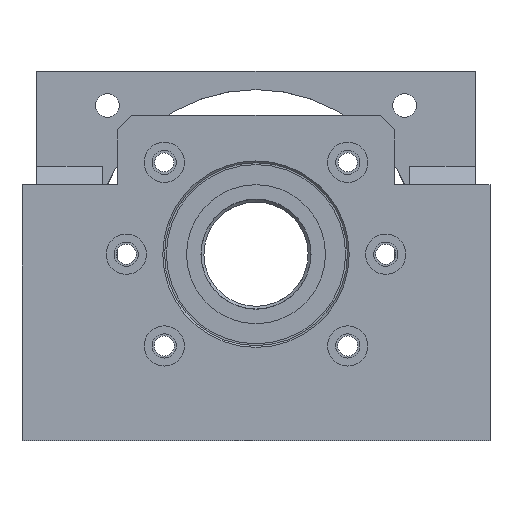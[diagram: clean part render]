
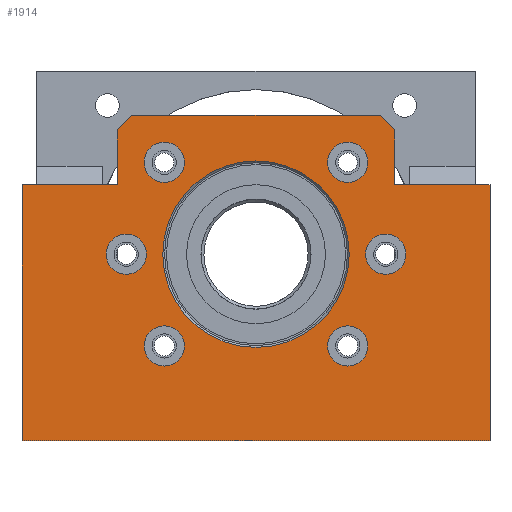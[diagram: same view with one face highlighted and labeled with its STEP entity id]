
A CAD part, left-side view. The second image highlights one B-rep face of the part: STEP entity #1914.
In plain terms, the highlighted planar face has unit normal (-1, 0, 0).
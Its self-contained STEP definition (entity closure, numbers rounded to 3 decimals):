
#630=CARTESIAN_POINT('Vertex',(0.,-64.,-51.)) ;
#633=CARTESIAN_POINT('Line Origine',(0.,0.,-51.)) ;
#637=CARTESIAN_POINT('Vertex',(0.,64.,-51.)) ;
#1702=CARTESIAN_POINT('Vertex',(0.,-64.,19.)) ;
#1705=CARTESIAN_POINT('Line Origine',(0.,-64.,-16.)) ;
#1717=CARTESIAN_POINT('Axis2P3D Location',(0.,0.,0.)) ;
#1722=CARTESIAN_POINT('Line Origine',(0.,-36.,36.)) ;
#1726=CARTESIAN_POINT('Vertex',(0.,-34.,38.)) ;
#1728=CARTESIAN_POINT('Vertex',(0.,-38.,34.)) ;
#1731=CARTESIAN_POINT('Line Origine',(0.,0.,38.)) ;
#1735=CARTESIAN_POINT('Vertex',(0.,34.,38.)) ;
#1738=CARTESIAN_POINT('Line Origine',(0.,36.,36.)) ;
#1742=CARTESIAN_POINT('Vertex',(0.,38.,34.)) ;
#1745=CARTESIAN_POINT('Line Origine',(0.,38.,26.5)) ;
#1749=CARTESIAN_POINT('Vertex',(0.,38.,19.)) ;
#1752=CARTESIAN_POINT('Line Origine',(0.,51.,19.)) ;
#1756=CARTESIAN_POINT('Vertex',(0.,64.,19.)) ;
#1759=CARTESIAN_POINT('Line Origine',(0.,64.,-16.)) ;
#1764=CARTESIAN_POINT('Line Origine',(0.,-51.,19.)) ;
#1768=CARTESIAN_POINT('Vertex',(0.,-38.,19.)) ;
#1771=CARTESIAN_POINT('Line Origine',(0.,-38.,26.5)) ;
#1788=CARTESIAN_POINT('Axis2P3D Location',(0.,0.,0.)) ;
#1792=CARTESIAN_POINT('Vertex',(0.,25.5,0.)) ;
#1794=CARTESIAN_POINT('Vertex',(0.,-25.5,0.)) ;
#1797=CARTESIAN_POINT('Axis2P3D Location',(0.,0.,0.)) ;
#1806=CARTESIAN_POINT('Axis2P3D Location',(0.,-25.102,25.102)) ;
#1810=CARTESIAN_POINT('Vertex',(0.,-30.602,25.102)) ;
#1812=CARTESIAN_POINT('Vertex',(0.,-19.602,25.102)) ;
#1815=CARTESIAN_POINT('Axis2P3D Location',(0.,-25.102,25.102)) ;
#1824=CARTESIAN_POINT('Axis2P3D Location',(0.,-35.5,0.)) ;
#1828=CARTESIAN_POINT('Vertex',(0.,-41.,0.)) ;
#1830=CARTESIAN_POINT('Vertex',(0.,-30.,0.)) ;
#1833=CARTESIAN_POINT('Axis2P3D Location',(0.,-35.5,0.)) ;
#1842=CARTESIAN_POINT('Axis2P3D Location',(0.,-25.102,-25.102)) ;
#1846=CARTESIAN_POINT('Vertex',(0.,-30.602,-25.102)) ;
#1848=CARTESIAN_POINT('Vertex',(0.,-19.602,-25.102)) ;
#1851=CARTESIAN_POINT('Axis2P3D Location',(0.,-25.102,-25.102)) ;
#1860=CARTESIAN_POINT('Axis2P3D Location',(0.,25.102,25.102)) ;
#1864=CARTESIAN_POINT('Vertex',(0.,30.602,25.102)) ;
#1866=CARTESIAN_POINT('Vertex',(0.,19.602,25.102)) ;
#1869=CARTESIAN_POINT('Axis2P3D Location',(0.,25.102,25.102)) ;
#1878=CARTESIAN_POINT('Axis2P3D Location',(0.,35.5,0.)) ;
#1882=CARTESIAN_POINT('Vertex',(0.,41.,0.)) ;
#1884=CARTESIAN_POINT('Vertex',(0.,30.,0.)) ;
#1887=CARTESIAN_POINT('Axis2P3D Location',(0.,35.5,0.)) ;
#1896=CARTESIAN_POINT('Axis2P3D Location',(0.,25.102,-25.102)) ;
#1900=CARTESIAN_POINT('Vertex',(0.,30.602,-25.102)) ;
#1902=CARTESIAN_POINT('Vertex',(0.,19.602,-25.102)) ;
#1905=CARTESIAN_POINT('Axis2P3D Location',(0.,25.102,-25.102)) ;
#634=DIRECTION('Vector Direction',(0.,-1.,0.)) ;
#1706=DIRECTION('Vector Direction',(0.,0.,-1.)) ;
#1718=DIRECTION('Axis2P3D Direction',(1.,0.,0.)) ;
#1719=DIRECTION('Axis2P3D XDirection',(0.,1.,0.)) ;
#1723=DIRECTION('Vector Direction',(0.,-0.707,-0.707)) ;
#1732=DIRECTION('Vector Direction',(0.,1.,0.)) ;
#1739=DIRECTION('Vector Direction',(0.,0.707,-0.707)) ;
#1746=DIRECTION('Vector Direction',(0.,0.,1.)) ;
#1753=DIRECTION('Vector Direction',(0.,1.,0.)) ;
#1760=DIRECTION('Vector Direction',(0.,0.,1.)) ;
#1765=DIRECTION('Vector Direction',(0.,1.,0.)) ;
#1772=DIRECTION('Vector Direction',(0.,0.,-1.)) ;
#1789=DIRECTION('Axis2P3D Direction',(1.,0.,0.)) ;
#1798=DIRECTION('Axis2P3D Direction',(1.,0.,0.)) ;
#1807=DIRECTION('Axis2P3D Direction',(1.,0.,0.)) ;
#1816=DIRECTION('Axis2P3D Direction',(1.,0.,0.)) ;
#1825=DIRECTION('Axis2P3D Direction',(1.,0.,0.)) ;
#1834=DIRECTION('Axis2P3D Direction',(1.,0.,0.)) ;
#1843=DIRECTION('Axis2P3D Direction',(1.,0.,0.)) ;
#1852=DIRECTION('Axis2P3D Direction',(1.,0.,0.)) ;
#1861=DIRECTION('Axis2P3D Direction',(1.,0.,0.)) ;
#1870=DIRECTION('Axis2P3D Direction',(1.,0.,0.)) ;
#1879=DIRECTION('Axis2P3D Direction',(1.,0.,0.)) ;
#1888=DIRECTION('Axis2P3D Direction',(1.,0.,0.)) ;
#1897=DIRECTION('Axis2P3D Direction',(1.,0.,0.)) ;
#1906=DIRECTION('Axis2P3D Direction',(1.,0.,0.)) ;
#1720=AXIS2_PLACEMENT_3D('Plane Axis2P3D',#1717,#1718,#1719) ;
#1790=AXIS2_PLACEMENT_3D('Circle Axis2P3D',#1788,#1789,$) ;
#1799=AXIS2_PLACEMENT_3D('Circle Axis2P3D',#1797,#1798,$) ;
#1808=AXIS2_PLACEMENT_3D('Circle Axis2P3D',#1806,#1807,$) ;
#1817=AXIS2_PLACEMENT_3D('Circle Axis2P3D',#1815,#1816,$) ;
#1826=AXIS2_PLACEMENT_3D('Circle Axis2P3D',#1824,#1825,$) ;
#1835=AXIS2_PLACEMENT_3D('Circle Axis2P3D',#1833,#1834,$) ;
#1844=AXIS2_PLACEMENT_3D('Circle Axis2P3D',#1842,#1843,$) ;
#1853=AXIS2_PLACEMENT_3D('Circle Axis2P3D',#1851,#1852,$) ;
#1862=AXIS2_PLACEMENT_3D('Circle Axis2P3D',#1860,#1861,$) ;
#1871=AXIS2_PLACEMENT_3D('Circle Axis2P3D',#1869,#1870,$) ;
#1880=AXIS2_PLACEMENT_3D('Circle Axis2P3D',#1878,#1879,$) ;
#1889=AXIS2_PLACEMENT_3D('Circle Axis2P3D',#1887,#1888,$) ;
#1898=AXIS2_PLACEMENT_3D('Circle Axis2P3D',#1896,#1897,$) ;
#1907=AXIS2_PLACEMENT_3D('Circle Axis2P3D',#1905,#1906,$) ;
#1777=ORIENTED_EDGE('',*,*,#1730,.F.) ;
#1778=ORIENTED_EDGE('',*,*,#1737,.F.) ;
#1779=ORIENTED_EDGE('',*,*,#1744,.F.) ;
#1780=ORIENTED_EDGE('',*,*,#1751,.F.) ;
#1781=ORIENTED_EDGE('',*,*,#1758,.F.) ;
#1782=ORIENTED_EDGE('',*,*,#1763,.F.) ;
#1783=ORIENTED_EDGE('',*,*,#639,.F.) ;
#1784=ORIENTED_EDGE('',*,*,#1709,.F.) ;
#1785=ORIENTED_EDGE('',*,*,#1770,.F.) ;
#1786=ORIENTED_EDGE('',*,*,#1775,.F.) ;
#1803=ORIENTED_EDGE('',*,*,#1796,.F.) ;
#1804=ORIENTED_EDGE('',*,*,#1801,.F.) ;
#1821=ORIENTED_EDGE('',*,*,#1814,.F.) ;
#1822=ORIENTED_EDGE('',*,*,#1819,.F.) ;
#1839=ORIENTED_EDGE('',*,*,#1832,.F.) ;
#1840=ORIENTED_EDGE('',*,*,#1837,.F.) ;
#1857=ORIENTED_EDGE('',*,*,#1850,.F.) ;
#1858=ORIENTED_EDGE('',*,*,#1855,.F.) ;
#1875=ORIENTED_EDGE('',*,*,#1868,.F.) ;
#1876=ORIENTED_EDGE('',*,*,#1873,.F.) ;
#1893=ORIENTED_EDGE('',*,*,#1886,.F.) ;
#1894=ORIENTED_EDGE('',*,*,#1891,.F.) ;
#1911=ORIENTED_EDGE('',*,*,#1904,.F.) ;
#1912=ORIENTED_EDGE('',*,*,#1909,.F.) ;
#1805=FACE_BOUND('',#1802,.T.) ;
#1823=FACE_BOUND('',#1820,.T.) ;
#1841=FACE_BOUND('',#1838,.T.) ;
#1859=FACE_BOUND('',#1856,.T.) ;
#1877=FACE_BOUND('',#1874,.T.) ;
#1895=FACE_BOUND('',#1892,.T.) ;
#1913=FACE_BOUND('',#1910,.T.) ;
#635=VECTOR('Line Direction',#634,1.) ;
#1707=VECTOR('Line Direction',#1706,1.) ;
#1724=VECTOR('Line Direction',#1723,1.) ;
#1733=VECTOR('Line Direction',#1732,1.) ;
#1740=VECTOR('Line Direction',#1739,1.) ;
#1747=VECTOR('Line Direction',#1746,1.) ;
#1754=VECTOR('Line Direction',#1753,1.) ;
#1761=VECTOR('Line Direction',#1760,1.) ;
#1766=VECTOR('Line Direction',#1765,1.) ;
#1773=VECTOR('Line Direction',#1772,1.) ;
#1914=ADVANCED_FACE('\X2\96F64EF651E04F554F53\X0\',(#1787,#1805,#1823,#1841,#1859,#1877,#1895,#1913),#1721,.F.) ;
#1791=CIRCLE('generated circle',#1790,25.5) ;
#1800=CIRCLE('generated circle',#1799,25.5) ;
#1809=CIRCLE('generated circle',#1808,5.5) ;
#1818=CIRCLE('generated circle',#1817,5.5) ;
#1827=CIRCLE('generated circle',#1826,5.5) ;
#1836=CIRCLE('generated circle',#1835,5.5) ;
#1845=CIRCLE('generated circle',#1844,5.5) ;
#1854=CIRCLE('generated circle',#1853,5.5) ;
#1863=CIRCLE('generated circle',#1862,5.5) ;
#1872=CIRCLE('generated circle',#1871,5.5) ;
#1881=CIRCLE('generated circle',#1880,5.5) ;
#1890=CIRCLE('generated circle',#1889,5.5) ;
#1899=CIRCLE('generated circle',#1898,5.5) ;
#1908=CIRCLE('generated circle',#1907,5.5) ;
#639=EDGE_CURVE('',#631,#638,#636,.F.) ;
#1709=EDGE_CURVE('',#1703,#631,#1708,.T.) ;
#1730=EDGE_CURVE('',#1727,#1729,#1725,.T.) ;
#1737=EDGE_CURVE('',#1736,#1727,#1734,.F.) ;
#1744=EDGE_CURVE('',#1743,#1736,#1741,.F.) ;
#1751=EDGE_CURVE('',#1750,#1743,#1748,.T.) ;
#1758=EDGE_CURVE('',#1757,#1750,#1755,.F.) ;
#1763=EDGE_CURVE('',#638,#1757,#1762,.T.) ;
#1770=EDGE_CURVE('',#1769,#1703,#1767,.F.) ;
#1775=EDGE_CURVE('',#1729,#1769,#1774,.T.) ;
#1796=EDGE_CURVE('',#1793,#1795,#1791,.F.) ;
#1801=EDGE_CURVE('',#1795,#1793,#1800,.F.) ;
#1814=EDGE_CURVE('',#1811,#1813,#1809,.F.) ;
#1819=EDGE_CURVE('',#1813,#1811,#1818,.F.) ;
#1832=EDGE_CURVE('',#1829,#1831,#1827,.F.) ;
#1837=EDGE_CURVE('',#1831,#1829,#1836,.F.) ;
#1850=EDGE_CURVE('',#1847,#1849,#1845,.F.) ;
#1855=EDGE_CURVE('',#1849,#1847,#1854,.F.) ;
#1868=EDGE_CURVE('',#1865,#1867,#1863,.F.) ;
#1873=EDGE_CURVE('',#1867,#1865,#1872,.F.) ;
#1886=EDGE_CURVE('',#1883,#1885,#1881,.F.) ;
#1891=EDGE_CURVE('',#1885,#1883,#1890,.F.) ;
#1904=EDGE_CURVE('',#1901,#1903,#1899,.F.) ;
#1909=EDGE_CURVE('',#1903,#1901,#1908,.F.) ;
#1776=EDGE_LOOP('',(#1777,#1778,#1779,#1780,#1781,#1782,#1783,#1784,#1785,#1786)) ;
#1802=EDGE_LOOP('',(#1803,#1804)) ;
#1820=EDGE_LOOP('',(#1821,#1822)) ;
#1838=EDGE_LOOP('',(#1839,#1840)) ;
#1856=EDGE_LOOP('',(#1857,#1858)) ;
#1874=EDGE_LOOP('',(#1875,#1876)) ;
#1892=EDGE_LOOP('',(#1893,#1894)) ;
#1910=EDGE_LOOP('',(#1911,#1912)) ;
#1787=FACE_OUTER_BOUND('',#1776,.T.) ;
#636=LINE('Line',#633,#635) ;
#1708=LINE('Line',#1705,#1707) ;
#1725=LINE('Line',#1722,#1724) ;
#1734=LINE('Line',#1731,#1733) ;
#1741=LINE('Line',#1738,#1740) ;
#1748=LINE('Line',#1745,#1747) ;
#1755=LINE('Line',#1752,#1754) ;
#1762=LINE('Line',#1759,#1761) ;
#1767=LINE('Line',#1764,#1766) ;
#1774=LINE('Line',#1771,#1773) ;
#1721=PLANE('Plane',#1720) ;
#631=VERTEX_POINT('',#630) ;
#638=VERTEX_POINT('',#637) ;
#1703=VERTEX_POINT('',#1702) ;
#1727=VERTEX_POINT('',#1726) ;
#1729=VERTEX_POINT('',#1728) ;
#1736=VERTEX_POINT('',#1735) ;
#1743=VERTEX_POINT('',#1742) ;
#1750=VERTEX_POINT('',#1749) ;
#1757=VERTEX_POINT('',#1756) ;
#1769=VERTEX_POINT('',#1768) ;
#1793=VERTEX_POINT('',#1792) ;
#1795=VERTEX_POINT('',#1794) ;
#1811=VERTEX_POINT('',#1810) ;
#1813=VERTEX_POINT('',#1812) ;
#1829=VERTEX_POINT('',#1828) ;
#1831=VERTEX_POINT('',#1830) ;
#1847=VERTEX_POINT('',#1846) ;
#1849=VERTEX_POINT('',#1848) ;
#1865=VERTEX_POINT('',#1864) ;
#1867=VERTEX_POINT('',#1866) ;
#1883=VERTEX_POINT('',#1882) ;
#1885=VERTEX_POINT('',#1884) ;
#1901=VERTEX_POINT('',#1900) ;
#1903=VERTEX_POINT('',#1902) ;
